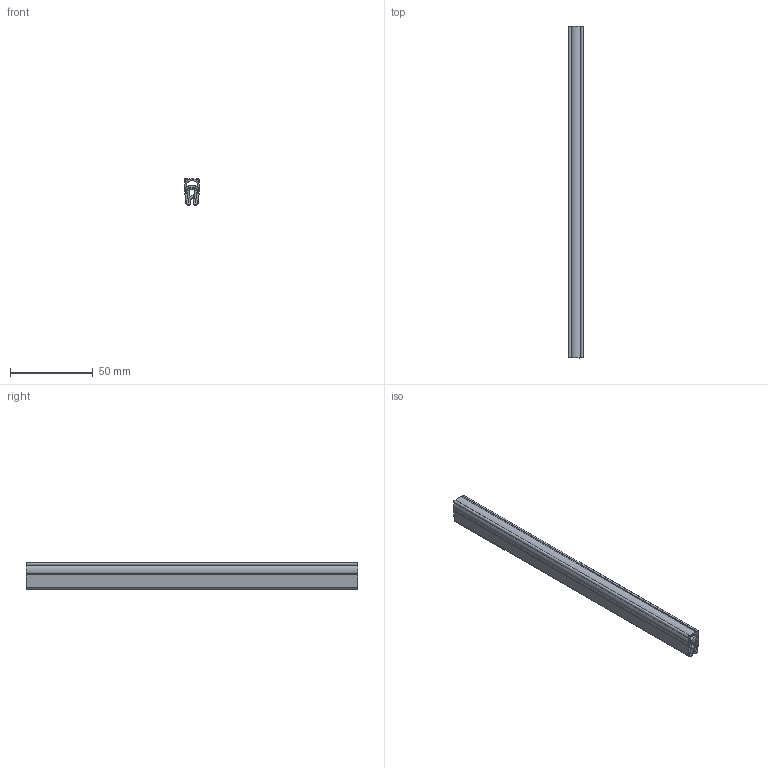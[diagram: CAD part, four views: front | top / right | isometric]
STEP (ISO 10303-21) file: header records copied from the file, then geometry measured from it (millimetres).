
FILE_DESCRIPTION((''),'2;1');
FILE_NAME('','2005-07-15T10:01:09',(''),(''),'','CADfix','');
FILE_SCHEMA(('AUTOMOTIVE_DESIGN'));
Length unit declared in the file: millimetre
Products named in the file (5): sheet; rubber foam; gasket; center core; TEM_1011_10_E_30425_36
Assembly tree (4 placements, depth 2):
  TEM_1011_10_E_30425_36
    sheet
    rubber foam
    gasket
    center core
Bounding box: 9.49 x 200 x 16.2 mm (x, y, z)
Volume: 19100.4 mm3; surface area: 60030.3 mm2
Topology: 4 solids, 4 shells, 98 faces, 270 edges, 180 vertices
Faces by surface type: bspline 98
Entity records: 3122 total; most frequent: CARTESIAN_POINT 1453, ORIENTED_EDGE 540, EDGE_CURVE 270, QUASI_UNIFORM_CURVE 188, VERTEX_POINT 180, EDGE_LOOP 100, FACE_OUTER_BOUND 98, ADVANCED_FACE 98
